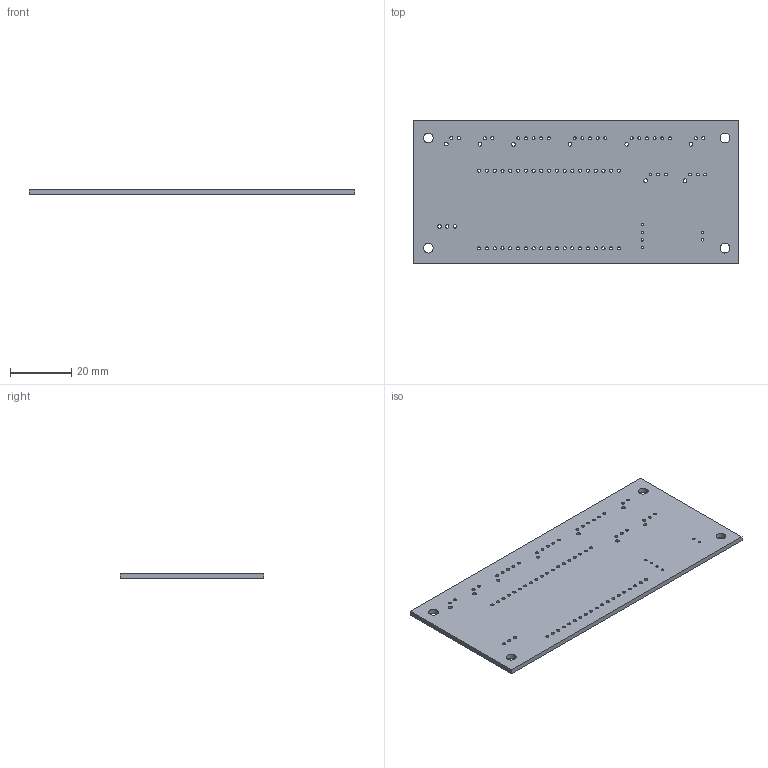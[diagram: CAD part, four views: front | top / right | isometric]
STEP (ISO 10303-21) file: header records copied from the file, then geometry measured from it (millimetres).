
FILE_DESCRIPTION(('KiCad electronic assembly'),'2;1');
FILE_NAME('mixer-interface.step','2023-08-09T23:09:28',('Pcbnew'),( 'Kicad'),'Open CASCADE STEP processor 7.5','KiCad to STEP converter' ,'Unknown');
FILE_SCHEMA(('AUTOMOTIVE_DESIGN { 1 0 10303 214 1 1 1 1 }'));
Length unit declared in the file: millimetre
Products named in the file (2): mixer-interface 1; mixer-interface PCB
Assembly tree (1 placements, depth 2):
  mixer-interface 1
    mixer-interface PCB
Bounding box: 106.58 x 46.99 x 1.58 mm (x, y, z)
Volume: 7758.1 mm3; surface area: 10781.9 mm2
Topology: 1 solids, 1 shells, 93 faces, 273 edges, 182 vertices
Faces by surface type: cylinder 87, plane 6
Full cylindrical faces by diameter (mm): 0.762 x6, 0.95 x22, 1 x6, 1.02 x38, 1.1 x3, 1.2 x8, 3.2 x4
Entity records: 7667 total; most frequent: CARTESIAN_POINT 2140, DIRECTION 1009, ORIENTED_EDGE 546, PCURVE 546, DEFINITIONAL_REPRESENTATION 546, LINE 471, VECTOR 471, EDGE_CURVE 273
